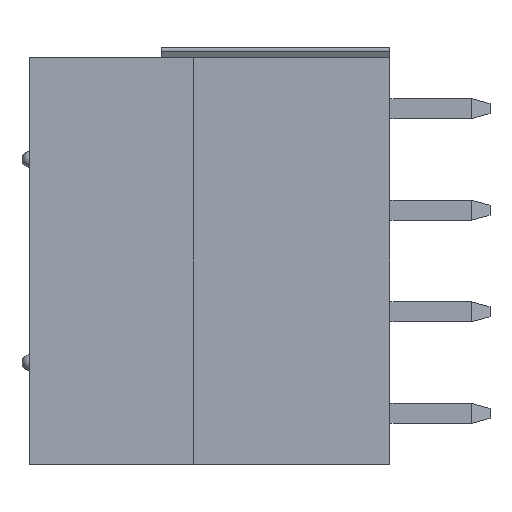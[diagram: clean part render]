
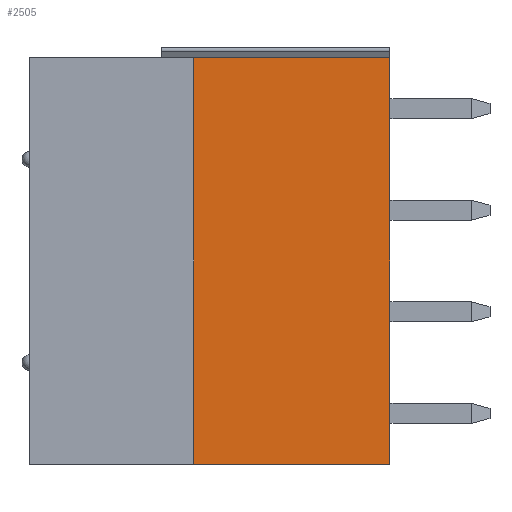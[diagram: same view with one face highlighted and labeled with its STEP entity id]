
A CAD part, left-side view. The second image highlights one B-rep face of the part: STEP entity #2505.
In plain terms, the highlighted planar face has unit normal (-1, 0, 0).
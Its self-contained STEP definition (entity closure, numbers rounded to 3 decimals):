
#54=DIRECTION('',(0.,-1.,0.));
#55=VECTOR('',#54,9.8);
#56=CARTESIAN_POINT('',(-5.603,0.8,-17.78));
#57=LINE('',#56,#55);
#111=DIRECTION('',(0.,0.,1.));
#112=VECTOR('',#111,20.32);
#113=CARTESIAN_POINT('',(-5.603,-9.,-17.78));
#114=LINE('',#113,#112);
#244=DIRECTION('',(0.,0.,1.));
#245=VECTOR('',#244,20.32);
#246=CARTESIAN_POINT('',(-5.603,0.8,-17.78));
#247=LINE('',#246,#245);
#412=DIRECTION('',(0.,-1.,0.));
#413=VECTOR('',#412,9.8);
#414=CARTESIAN_POINT('',(-5.603,0.8,2.54));
#415=LINE('',#414,#413);
#1809=CARTESIAN_POINT('',(-5.603,0.8,-17.78));
#1810=VERTEX_POINT('',#1809);
#1811=CARTESIAN_POINT('',(-5.603,-9.,-17.78));
#1812=VERTEX_POINT('',#1811);
#1827=CARTESIAN_POINT('',(-5.603,0.8,2.54));
#1828=VERTEX_POINT('',#1827);
#1829=CARTESIAN_POINT('',(-5.603,-9.,2.54));
#1830=VERTEX_POINT('',#1829);
#2492=CARTESIAN_POINT('',(-5.603,0.8,-17.78));
#2493=DIRECTION('',(-1.,0.,0.));
#2494=DIRECTION('',(0.,-1.,0.));
#2495=AXIS2_PLACEMENT_3D('',#2492,#2493,#2494);
#2496=PLANE('',#2495);
#2497=ORIENTED_EDGE('',*,*,#2288,.F.);
#2499=ORIENTED_EDGE('',*,*,#2498,.T.);
#2501=ORIENTED_EDGE('',*,*,#2500,.T.);
#2502=ORIENTED_EDGE('',*,*,#2343,.F.);
#2503=EDGE_LOOP('',(#2497,#2499,#2501,#2502));
#2504=FACE_OUTER_BOUND('',#2503,.F.);
#2288=EDGE_CURVE('',#1810,#1812,#57,.T.);
#2343=EDGE_CURVE('',#1812,#1830,#114,.T.);
#2498=EDGE_CURVE('',#1810,#1828,#247,.T.);
#2500=EDGE_CURVE('',#1828,#1830,#415,.T.);
#2505=ADVANCED_FACE('',(#2504),#2496,.T.);
